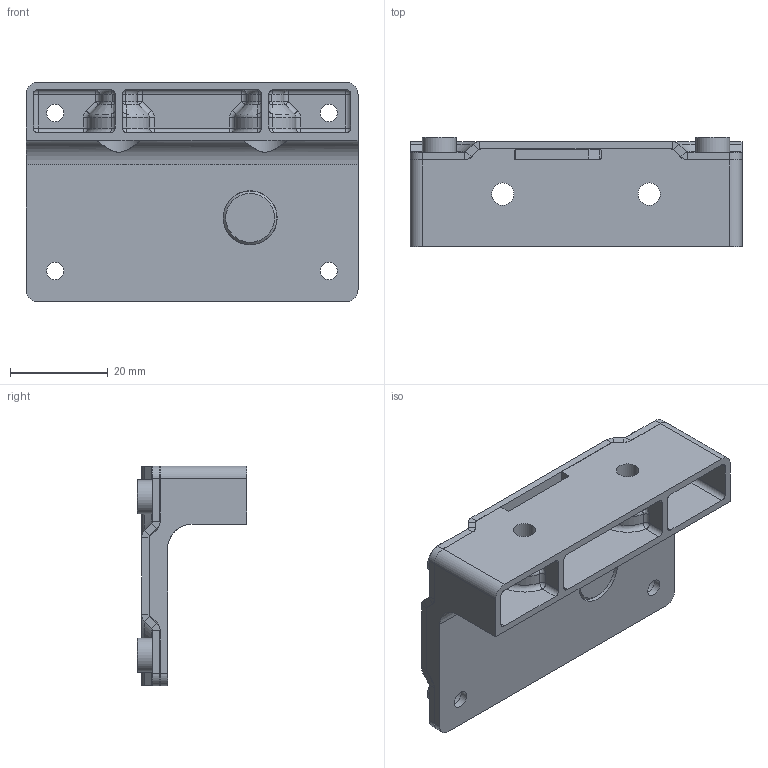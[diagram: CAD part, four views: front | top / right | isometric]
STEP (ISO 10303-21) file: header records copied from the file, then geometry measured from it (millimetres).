
FILE_DESCRIPTION(/* description */ (''),/* implementation_level */ '2;1');
FILE_NAME(/* name */ '2042160_asm v2.step',/* time_stamp */ '2023-06-02T08:41:02+10:00',/* author */ (''),/* organization */ (''),/* preprocessor_version */ 'ST-DEVELOPER v19.2',/* originating_system */ 'Autodesk Translation Framework v12.4.0.73',/* authorisation */ '');
FILE_SCHEMA (('AUTOMOTIVE_DESIGN { 1 0 10303 214 3 1 1 }'));
Length unit declared in the file: millimetre
Products named in the file (6): 2042160_asm; 2042156; 2042154; 2042155; 2042403; 2042204
Assembly tree (5 placements, depth 2):
  2042160_asm
    2042156
    2042154
    2042155
    2042403
    2042204
Bounding box: 68 x 22.4 x 45 mm (x, y, z)
Volume: 16991.9 mm3; surface area: 22772.1 mm2
Topology: 5 solids, 7 shells, 985 faces, 2459 edges, 1514 vertices
Faces by surface type: plane 473, cylinder 268, bspline 98, torus 67, cone 47, sphere 32
Full cylindrical faces by diameter (mm): 2.8 x1, 3.2 x1, 3.53 x4, 4.6 x4, 5.7 x4, 6.95 x4, 7.1 x4, 9.5 x4, 10 x1, 10.1 x1, 11 x1, 11.1 x1
Entity records: 32735 total; most frequent: CARTESIAN_POINT 9241, ORIENTED_EDGE 4894, DIRECTION 4789, EDGE_CURVE 2451, AXIS2_PLACEMENT_3D 1606, LINE 1577, VECTOR 1577, VERTEX_POINT 1514
